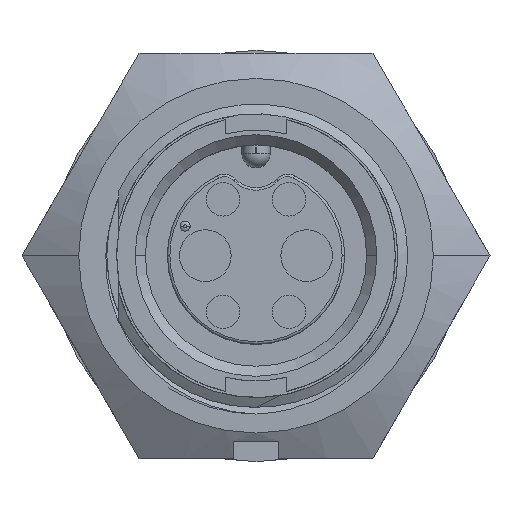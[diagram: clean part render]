
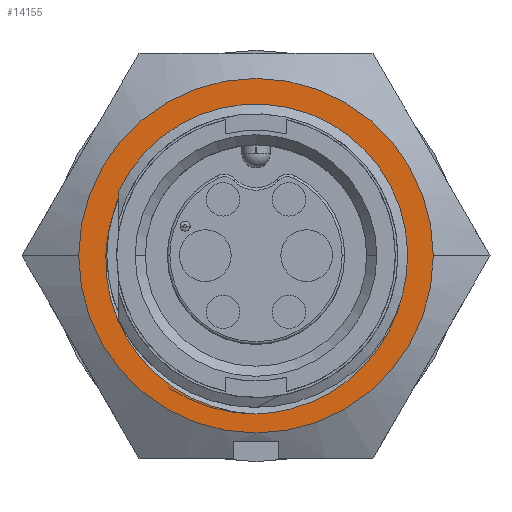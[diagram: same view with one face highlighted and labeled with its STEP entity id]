
A CAD part, top view. The second image highlights one B-rep face of the part: STEP entity #14155.
In plain terms, the highlighted planar face has unit normal (0, 0, 1).
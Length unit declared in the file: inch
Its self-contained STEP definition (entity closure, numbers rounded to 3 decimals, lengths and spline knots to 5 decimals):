
#103 = DIRECTION ( 'NONE',  ( 0., 0., 1. ) ) ;
#501 = CARTESIAN_POINT ( 'NONE',  ( -0.21849, -0.2131, -0.228 ) ) ;
#1211 = ORIENTED_EDGE ( 'NONE', *, *, #13030, .F. ) ;
#1407 = VERTEX_POINT ( 'NONE', #3810 ) ;
#1440 = FACE_OUTER_BOUND ( 'NONE', #3483, .T. ) ;
#1604 = CARTESIAN_POINT ( 'NONE',  ( 0.20298, -0.22885, -0.228 ) ) ;
#1728 = CARTESIAN_POINT ( 'NONE',  ( 0.10971, -0.28953, -0.228 ) ) ;
#1867 = CARTESIAN_POINT ( 'NONE',  ( -0.25816, -0.15857, -0.228 ) ) ;
#1904 = CARTESIAN_POINT ( 'NONE',  ( 0., 0., -0.228 ) ) ;
#2068 = CARTESIAN_POINT ( 'NONE',  ( 0., -0.3125, -0.228 ) ) ;
#2157 = EDGE_CURVE ( 'NONE', #14012, #14851, #7310, .T. ) ;
#2208 = CARTESIAN_POINT ( 'NONE',  ( 0.24611, -0.178, -0.228 ) ) ;
#2540 = CARTESIAN_POINT ( 'NONE',  ( 0.28876, 0.05788, -0.228 ) ) ;
#2569 = CARTESIAN_POINT ( 'NONE',  ( 0.23094, 0.4, -0.228 ) ) ;
#3213 = CARTESIAN_POINT ( 'NONE',  ( -0.28463, -0.09675, -0.228 ) ) ;
#3247 = DIRECTION ( 'NONE',  ( 1., 0., 0. ) ) ;
#3483 = EDGE_LOOP ( 'NONE', ( #1211, #11964 ) ) ;
#3562 = CARTESIAN_POINT ( 'NONE',  ( 0.27717, -0.11846, -0.228 ) ) ;
#3670 = ORIENTED_EDGE ( 'NONE', *, *, #2157, .T. ) ;
#3810 = CARTESIAN_POINT ( 'NONE',  ( 0.35, 0., -0.228 ) ) ;
#4289 = CARTESIAN_POINT ( 'NONE',  ( 0.16811, -0.25734, -0.228 ) ) ;
#4485 = CARTESIAN_POINT ( 'NONE',  ( -0.04473, -0.30804, -0.228 ) ) ;
#4534 = CARTESIAN_POINT ( 'NONE',  ( 0.2966, 0.00224, -0.228 ) ) ;
#4551 = CARTESIAN_POINT ( 'NONE',  ( -0.29673, -0.03074, -0.228 ) ) ;
#4912 = CARTESIAN_POINT ( 'NONE',  ( 0.28445, -0.09743, -0.228 ) ) ;
#5377 = B_SPLINE_CURVE_WITH_KNOTS ( 'NONE', 3,
 ( #8478, #11106, #12431, #4485, #13754, #5857, #15092, #7206, #16454, #8535, #501, #9852, #1867, #11165, #3213, #12498, #4551, #13807, #5914, #15156 ),
 .UNSPECIFIED., .F., .F.,
 ( 4, 2, 2, 2, 2, 2, 2, 2, 2, 4 ),
 ( 0., 0.00086, 0.00171, 0.00343, 0.00514, 0.00685, 0.00856, 0.01028, 0.01199, 0.0137 ),
 .UNSPECIFIED. ) ;
#5461 = DIRECTION ( 'NONE',  ( 1., 0., 0. ) ) ;
#5495 = CARTESIAN_POINT ( 'NONE',  ( 0.21858, -0.21298, -0.228 ) ) ;
#5857 = CARTESIAN_POINT ( 'NONE',  ( -0.08828, -0.29757, -0.228 ) ) ;
#5901 = CARTESIAN_POINT ( 'NONE',  ( 0.29594, 0.01351, -0.228 ) ) ;
#5914 = CARTESIAN_POINT ( 'NONE',  ( -0.29395, 0.03594, -0.228 ) ) ;
#7135 = CARTESIAN_POINT ( 'NONE',  ( 0.04496, -0.30862, -0.228 ) ) ;
#7142 = VERTEX_POINT ( 'NONE', #12142 ) ;
#7206 = CARTESIAN_POINT ( 'NONE',  ( -0.14943, -0.26947, -0.228 ) ) ;
#7295 = CARTESIAN_POINT ( 'NONE',  ( 0., 0., -0.228 ) ) ;
#7310 = B_SPLINE_CURVE_WITH_KNOTS ( 'NONE', 3,
 ( #16545, #13848, #16329, #5901, #4534, #13792, #14158, #4912, #3562, #11513, #2208, #5495, #1604, #4289, #10922, #1728, #15014, #7135, #9769, #13741 ),
 .UNSPECIFIED., .F., .F.,
 ( 4, 2, 2, 2, 2, 2, 2, 2, 2, 4 ),
 ( 0., 0.00086, 0.00171, 0.00343, 0.00514, 0.00685, 0.00856, 0.01028, 0.01199, 0.0137 ),
 .UNSPECIFIED. ) ;
#8162 = CARTESIAN_POINT ( 'NONE',  ( 0., 0., -0.228 ) ) ;
#8478 = CARTESIAN_POINT ( 'NONE',  ( 0., -0.3125, -0.228 ) ) ;
#8535 = CARTESIAN_POINT ( 'NONE',  ( -0.20255, -0.22923, -0.228 ) ) ;
#8568 = FACE_BOUND ( 'NONE', #14487, .T. ) ;
#8619 = DIRECTION ( 'NONE',  ( 1., 0., 0. ) ) ;
#8688 = ORIENTED_EDGE ( 'NONE', *, *, #8932, .T. ) ;
#8909 = ORIENTED_EDGE ( 'NONE', *, *, #13482, .F. ) ;
#8932 = EDGE_CURVE ( 'NONE', #14851, #7142, #5377, .T. ) ;
#9373 = VERTEX_POINT ( 'NONE', #11884 ) ;
#9457 = DIRECTION ( 'NONE',  ( -1., 0., 0. ) ) ;
#9769 = CARTESIAN_POINT ( 'NONE',  ( 0.02252, -0.3118, -0.228 ) ) ;
#9852 = CARTESIAN_POINT ( 'NONE',  ( -0.24626, -0.1778, -0.228 ) ) ;
#10922 = CARTESIAN_POINT ( 'NONE',  ( 0.14941, -0.26946, -0.228 ) ) ;
#11106 = CARTESIAN_POINT ( 'NONE',  ( -0.01126, -0.31215, -0.228 ) ) ;
#11165 = CARTESIAN_POINT ( 'NONE',  ( -0.27742, -0.11786, -0.228 ) ) ;
#11205 = DIRECTION ( 'NONE',  ( 0., 0., -1. ) ) ;
#11214 = AXIS2_PLACEMENT_3D ( 'NONE', #8162, #103, #9457 ) ;
#11443 = AXIS2_PLACEMENT_3D ( 'NONE', #2569, #13365, #5461 ) ;
#11513 = CARTESIAN_POINT ( 'NONE',  ( 0.25809, -0.15867, -0.228 ) ) ;
#11665 = CIRCLE ( 'NONE', #16689, 0.35 ) ;
#11731 = EDGE_CURVE ( 'NONE', #9373, #1407, #11665, .T. ) ;
#11884 = CARTESIAN_POINT ( 'NONE',  ( -0.35, 0., -0.228 ) ) ;
#11964 = ORIENTED_EDGE ( 'NONE', *, *, #11731, .F. ) ;
#12041 = PLANE ( 'NONE',  #11443 ) ;
#12064 = CIRCLE ( 'NONE', #15984, 0.35 ) ;
#12142 = CARTESIAN_POINT ( 'NONE',  ( -0.28876, 0.05788, -0.228 ) ) ;
#12431 = CARTESIAN_POINT ( 'NONE',  ( -0.02246, -0.31119, -0.228 ) ) ;
#12498 = CARTESIAN_POINT ( 'NONE',  ( -0.2943, -0.05334, -0.228 ) ) ;
#13030 = EDGE_CURVE ( 'NONE', #1407, #9373, #12064, .T. ) ;
#13365 = DIRECTION ( 'NONE',  ( 0., 0., -1. ) ) ;
#13482 = EDGE_CURVE ( 'NONE', #14012, #7142, #16634, .T. ) ;
#13741 = CARTESIAN_POINT ( 'NONE',  ( 0., -0.3125, -0.228 ) ) ;
#13754 = CARTESIAN_POINT ( 'NONE',  ( -0.0558, -0.30585, -0.228 ) ) ;
#13792 = CARTESIAN_POINT ( 'NONE',  ( 0.2967, -0.03127, -0.228 ) ) ;
#13807 = CARTESIAN_POINT ( 'NONE',  ( -0.29654, 0.01383, -0.228 ) ) ;
#13848 = CARTESIAN_POINT ( 'NONE',  ( 0.29136, 0.04691, -0.228 ) ) ;
#14012 = VERTEX_POINT ( 'NONE', #2540 ) ;
#14155 = ADVANCED_FACE ( 'NONE', ( #8568, #1440 ), #12041, .F. ) ;
#14158 = CARTESIAN_POINT ( 'NONE',  ( 0.2943, -0.05346, -0.228 ) ) ;
#14487 = EDGE_LOOP ( 'NONE', ( #3670, #8688, #8909 ) ) ;
#14851 = VERTEX_POINT ( 'NONE', #2068 ) ;
#15014 = CARTESIAN_POINT ( 'NONE',  ( 0.0885, -0.29751, -0.228 ) ) ;
#15092 = CARTESIAN_POINT ( 'NONE',  ( -0.1092, -0.28976, -0.228 ) ) ;
#15156 = CARTESIAN_POINT ( 'NONE',  ( -0.28876, 0.05788, -0.228 ) ) ;
#15984 = AXIS2_PLACEMENT_3D ( 'NONE', #1904, #11205, #3247 ) ;
#16329 = CARTESIAN_POINT ( 'NONE',  ( 0.29331, 0.03584, -0.228 ) ) ;
#16454 = CARTESIAN_POINT ( 'NONE',  ( -0.16807, -0.25734, -0.228 ) ) ;
#16529 = DIRECTION ( 'NONE',  ( 0., 0., -1. ) ) ;
#16545 = CARTESIAN_POINT ( 'NONE',  ( 0.28876, 0.05788, -0.228 ) ) ;
#16634 = CIRCLE ( 'NONE', #11214, 0.2945 ) ;
#16689 = AXIS2_PLACEMENT_3D ( 'NONE', #7295, #16529, #8619 ) ;
